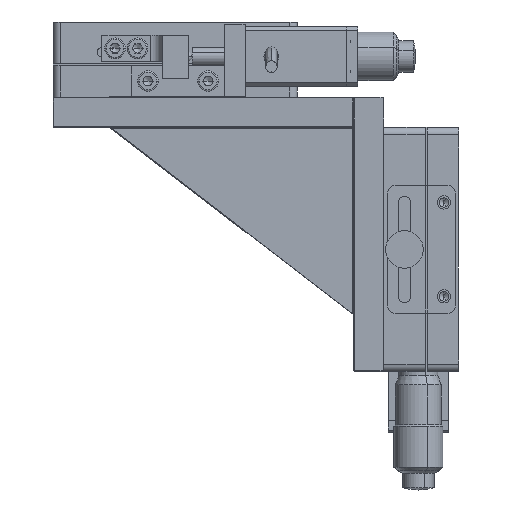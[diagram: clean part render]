
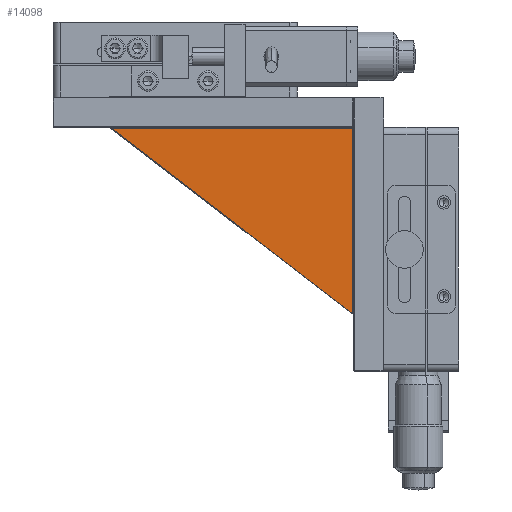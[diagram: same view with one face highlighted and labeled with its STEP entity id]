
A CAD part, left-side view. The second image highlights one B-rep face of the part: STEP entity #14098.
In plain terms, the highlighted planar face has unit normal (-1, 0, 0).
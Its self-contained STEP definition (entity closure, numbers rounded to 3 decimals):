
#1548 = VERTEX_POINT ( 'NONE', #22060 ) ;
#2770 = VECTOR ( 'NONE', #15429, 1000. ) ;
#3677 = PLANE ( 'NONE',  #4468 ) ;
#3825 = LINE ( 'NONE', #36011, #2770 ) ;
#4468 = AXIS2_PLACEMENT_3D ( 'NONE', #13992, #20683, #27575 ) ;
#5613 = VECTOR ( 'NONE', #21386, 1000. ) ;
#5698 = LINE ( 'NONE', #9878, #20157 ) ;
#9878 = CARTESIAN_POINT ( 'NONE',  ( -4., 103., 32.3 ) ) ;
#12232 = FACE_OUTER_BOUND ( 'NONE', #38221, .T. ) ;
#13154 = ORIENTED_EDGE ( 'NONE', *, *, #15814, .T. ) ;
#13992 = CARTESIAN_POINT ( 'NONE',  ( -4., 38., 32.5 ) ) ;
#14098 = ADVANCED_FACE ( 'NONE', ( #12232 ), #3677, .T. ) ;
#15429 = DIRECTION ( 'NONE',  ( 0., -0.793, -0.61 ) ) ;
#15814 = EDGE_CURVE ( 'NONE', #24767, #24826, #27541, .T. ) ;
#16854 = CARTESIAN_POINT ( 'NONE',  ( -4., 38.2, 32.3 ) ) ;
#17896 = EDGE_CURVE ( 'NONE', #1548, #24767, #3825, .T. ) ;
#20157 = VECTOR ( 'NONE', #30183, 1000. ) ;
#20683 = DIRECTION ( 'NONE',  ( -1., 0., 0. ) ) ;
#21386 = DIRECTION ( 'NONE',  ( 0., 0., 1. ) ) ;
#22060 = CARTESIAN_POINT ( 'NONE',  ( -4., 102.412, 32.3 ) ) ;
#23290 = ORIENTED_EDGE ( 'NONE', *, *, #17896, .T. ) ;
#24767 = VERTEX_POINT ( 'NONE', #40709 ) ;
#24826 = VERTEX_POINT ( 'NONE', #16854 ) ;
#27541 = LINE ( 'NONE', #41937, #5613 ) ;
#27575 = DIRECTION ( 'NONE',  ( 0., 1., 0. ) ) ;
#30183 = DIRECTION ( 'NONE',  ( 0., 1., 0. ) ) ;
#33650 = ORIENTED_EDGE ( 'NONE', *, *, #42844, .T. ) ;
#36011 = CARTESIAN_POINT ( 'NONE',  ( -4., 37.878, -17.341 ) ) ;
#38221 = EDGE_LOOP ( 'NONE', ( #23290, #13154, #33650 ) ) ;
#40709 = CARTESIAN_POINT ( 'NONE',  ( -4., 38.2, -17.094 ) ) ;
#41937 = CARTESIAN_POINT ( 'NONE',  ( -4., 38.2, 32.5 ) ) ;
#42844 = EDGE_CURVE ( 'NONE', #24826, #1548, #5698, .T. ) ;
